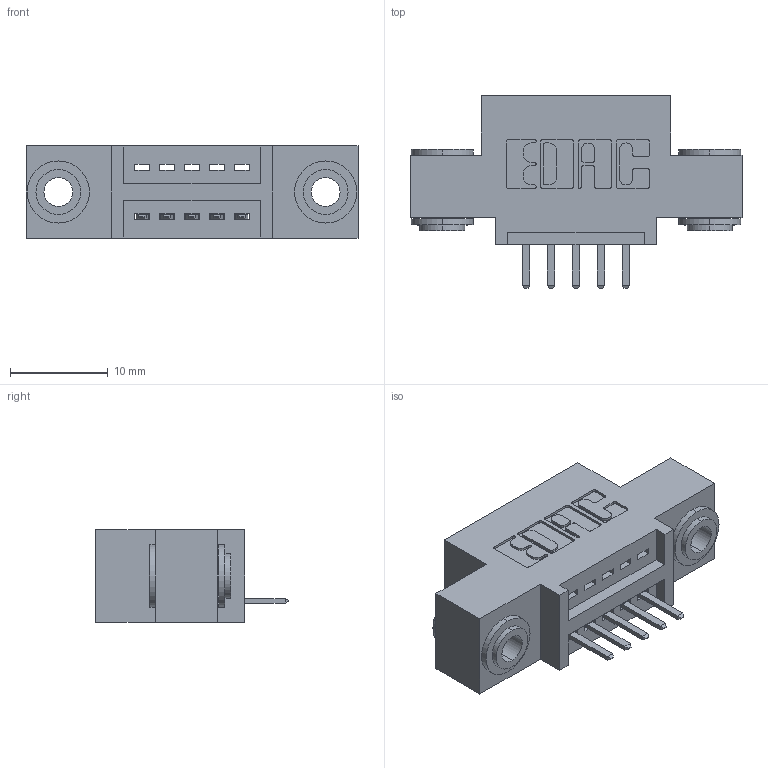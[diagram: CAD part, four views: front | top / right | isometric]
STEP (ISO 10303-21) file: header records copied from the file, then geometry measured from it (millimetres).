
FILE_DESCRIPTION (( 'STEP AP203' ), '1' );
FILE_NAME ('395-005-520-403.STEP', '2019-10-15T13:36:16', ( '' ), ( '' ), 'SwSTEP 2.0', 'SolidWorks 2016', '' );
FILE_SCHEMA (( 'CONFIG_CONTROL_DESIGN' ));
Length unit declared in the file: inch
Products named in the file (4): 345-292-001_345-293-120; 395-005-520-403; 345-250-002_345-250-002-102; 345 Part_0.110 Offset - 0.156 Dia-TH
Assembly tree (8 placements, depth 2):
  395-005-520-403
    345 Part_0.110 Offset - 0.156 Dia-TH
    345-292-001_345-293-120  x5
    345-250-002_345-250-002-102  x2
Bounding box: 33.91 x 19.68 x 9.4 mm (x, y, z)
Volume: 2849.3 mm3; surface area: 3532.9 mm2
Topology: 8 solids, 8 shells, 478 faces, 1349 edges, 882 vertices
Faces by surface type: plane 304, cylinder 166, cone 8
Entity records: 9640 total; most frequent: CARTESIAN_POINT 1662, ORIENTED_EDGE 1582, DIRECTION 1523, EDGE_CURVE 791, LINE 611, VECTOR 611, VERTEX_POINT 522, AXIS2_PLACEMENT_3D 456
